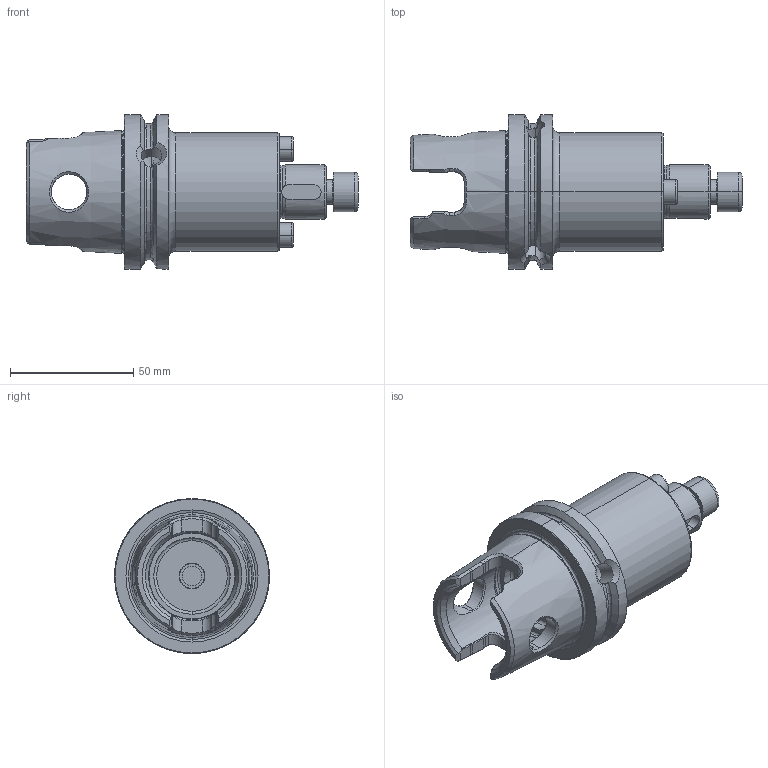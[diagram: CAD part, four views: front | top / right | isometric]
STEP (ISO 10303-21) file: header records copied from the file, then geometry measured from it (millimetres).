
FILE_DESCRIPTION (( 'STEP AP203' ), '1' );
FILE_NAME ('KY6.D22.K21.063.STEP', '2018-02-19T12:51:23', ( 'SWIAdmin' ), ( 'Hewlett-Packard Company' ), 'SwSTEP 2.0', 'SolidWorks 2017', '' );
FILE_SCHEMA (( 'CONFIG_CONTROL_DESIGN' ));
Length unit declared in the file: millimetre
Products named in the file (4): KY6-D22.K21.063_A; D22-ER1.002.025_A; D22-ER2.001.017_B; KY6.D22.K21.063
Assembly tree (4 placements, depth 2):
  KY6.D22.K21.063
    KY6-D22.K21.063_A
    D22-ER1.002.025_A
    D22-ER2.001.017_B  x2
Bounding box: 134.95 x 62.95 x 62.95 mm (x, y, z)
Volume: 166068.8 mm3; surface area: 33888 mm2
Topology: 4 solids, 4 shells, 396 faces, 966 edges, 574 vertices
Faces by surface type: cylinder 102, cone 96, plane 87, torus 61, bspline 50
Entity records: 13426 total; most frequent: CARTESIAN_POINT 5397, ORIENTED_EDGE 1686, DIRECTION 1432, EDGE_CURVE 843, AXIS2_PLACEMENT_3D 592, VERTEX_POINT 513, EDGE_LOOP 376, ADVANCED_FACE 351
